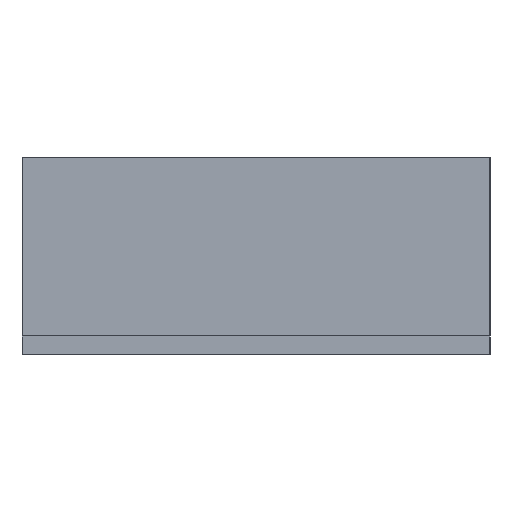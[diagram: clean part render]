
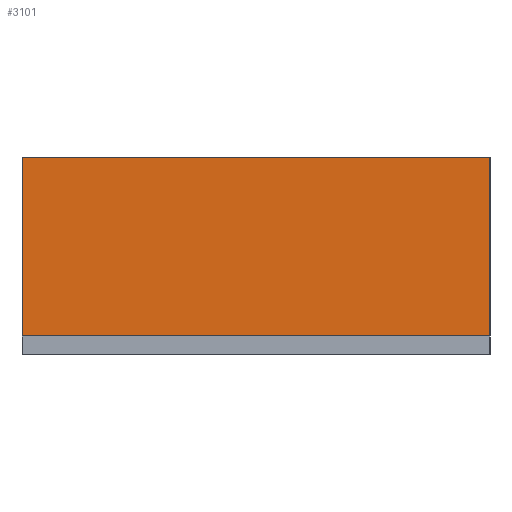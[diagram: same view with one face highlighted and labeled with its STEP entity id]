
A CAD part, left-side view. The second image highlights one B-rep face of the part: STEP entity #3101.
In plain terms, the highlighted planar face has unit normal (-1, 0, 0).
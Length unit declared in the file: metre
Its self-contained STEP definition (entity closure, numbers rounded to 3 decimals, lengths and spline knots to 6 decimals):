
#300=ORIENTED_EDGE('',*,*,#822,.F.);
#301=ORIENTED_EDGE('',*,*,#874,.F.);
#302=ORIENTED_EDGE('',*,*,#875,.T.);
#303=ORIENTED_EDGE('',*,*,#876,.T.);
#822=EDGE_CURVE('',#1109,#1110,#1311,.T.);
#874=EDGE_CURVE('',#1161,#1109,#1315,.T.);
#875=EDGE_CURVE('',#1161,#1162,#1316,.T.);
#876=EDGE_CURVE('',#1162,#1110,#1317,.T.);
#1109=VERTEX_POINT('',#3904);
#1110=VERTEX_POINT('',#3905);
#1161=VERTEX_POINT('',#5155);
#1162=VERTEX_POINT('',#5157);
#1311=LINE('',#3903,#1460);
#1315=LINE('',#5154,#1464);
#1316=LINE('',#5156,#1465);
#1317=LINE('',#5158,#1466);
#1460=VECTOR('',#3420,1.);
#1464=VECTOR('',#3426,1.);
#1465=VECTOR('',#3427,1.);
#1466=VECTOR('',#3428,1.);
#1607=EDGE_LOOP('',(#300,#301,#302,#303));
#1810=FACE_BOUND('',#1607,.T.);
#1991=PLANE('',#3258);
#3101=ADVANCED_FACE('',(#1810),#1991,.T.);
#3258=AXIS2_PLACEMENT_3D('',#5153,#3424,#3425);
#3420=DIRECTION('',(0.,-1.,0.));
#3424=DIRECTION('',(-1.,0.,0.));
#3425=DIRECTION('',(0.,0.,1.));
#3426=DIRECTION('',(0.,0.,1.));
#3427=DIRECTION('',(0.,-1.,0.));
#3428=DIRECTION('',(0.,0.,1.));
#3903=CARTESIAN_POINT('',(-0.004,0.00275,0.00232));
#3904=CARTESIAN_POINT('',(-0.004,0.00275,0.00232));
#3905=CARTESIAN_POINT('',(-0.004,-0.00275,0.00232));
#5153=CARTESIAN_POINT('',(-0.004,0.00275,0.00022));
#5154=CARTESIAN_POINT('',(-0.004,0.00275,0.00022));
#5155=CARTESIAN_POINT('',(-0.004,0.00275,0.00022));
#5156=CARTESIAN_POINT('',(-0.004,0.00275,0.00022));
#5157=CARTESIAN_POINT('',(-0.004,-0.00275,0.00022));
#5158=CARTESIAN_POINT('',(-0.004,-0.00275,0.00022));
